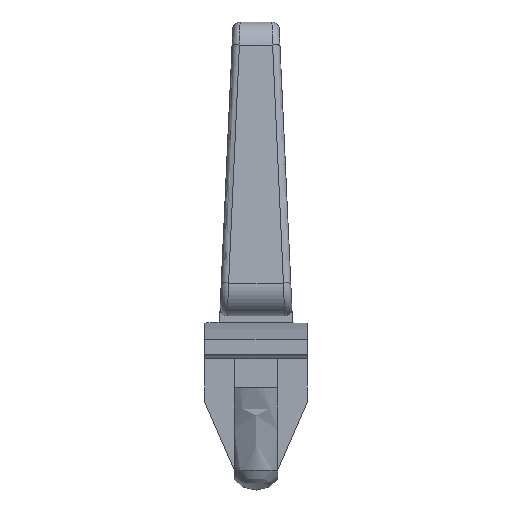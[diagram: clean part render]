
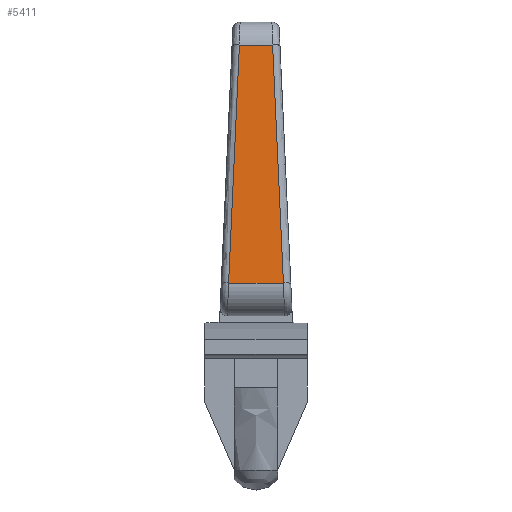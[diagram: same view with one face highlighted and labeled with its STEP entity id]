
A CAD part, left-side view. The second image highlights one B-rep face of the part: STEP entity #5411.
In plain terms, the highlighted free-form (B-spline) face has degree [1, 1] with [2, 2] control points.
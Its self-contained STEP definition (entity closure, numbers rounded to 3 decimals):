
#1946=CARTESIAN_POINT('',(-13.3,1.137,14.927));
#1947=VERTEX_POINT('',#1946);
#1948=CARTESIAN_POINT('',(-14.213,1.876,-1.347));
#1949=VERTEX_POINT('',#1948);
#1950=CARTESIAN_POINT('',(-13.3,1.137,14.927));
#1951=CARTESIAN_POINT('',(-14.213,1.876,-1.347));
#1952=QUASI_UNIFORM_CURVE('',1,(#1950,#1951),.UNSPECIFIED.,.F.,.U.);
#1953=EDGE_CURVE('',#1947,#1949,#1952,.T.);
#2321=CARTESIAN_POINT('',(-14.213,-1.876,-1.347));
#2322=VERTEX_POINT('',#2321);
#2323=CARTESIAN_POINT('',(-13.3,-1.137,14.927));
#2324=VERTEX_POINT('',#2323);
#2325=CARTESIAN_POINT('',(-14.213,-1.876,-1.347));
#2326=CARTESIAN_POINT('',(-13.3,-1.137,14.927));
#2327=QUASI_UNIFORM_CURVE('',1,(#2325,#2326),.UNSPECIFIED.,.F.,.U.);
#2328=EDGE_CURVE('',#2322,#2324,#2327,.T.);
#5388=CARTESIAN_POINT('',(-14.213,1.876,-1.347));
#5389=CARTESIAN_POINT('',(-14.213,-1.876,-1.347));
#5390=QUASI_UNIFORM_CURVE('',1,(#5388,#5389),.UNSPECIFIED.,.F.,.U.);
#5391=EDGE_CURVE('',#1949,#2322,#5390,.T.);
#5396=CARTESIAN_POINT('',(-14.259,-2.064,-2.16));
#5397=CARTESIAN_POINT('',(-13.255,-2.064,15.74));
#5398=CARTESIAN_POINT('',(-14.259,2.064,-2.16));
#5399=CARTESIAN_POINT('',(-13.255,2.064,15.74));
#5400=B_SPLINE_SURFACE_WITH_KNOTS('',1,1,((#5396,#5398),(#5397,#5399)),.UNSPECIFIED.,.F.,.F.,.U.,(2,2),(2,2),(0.0,17.929),(0.0,4.128),.UNSPECIFIED.);
#5401=CARTESIAN_POINT('',(-13.3,1.137,14.927));
#5402=CARTESIAN_POINT('',(-13.3,-1.137,14.927));
#5403=QUASI_UNIFORM_CURVE('',1,(#5401,#5402),.UNSPECIFIED.,.F.,.U.);
#5404=EDGE_CURVE('',#1947,#2324,#5403,.T.);
#5405=ORIENTED_EDGE('',*,*,#5404,.F.);
#5406=ORIENTED_EDGE('',*,*,#1953,.T.);
#5407=ORIENTED_EDGE('',*,*,#5391,.T.);
#5408=ORIENTED_EDGE('',*,*,#2328,.T.);
#5409=EDGE_LOOP('',(#5405,#5406,#5407,#5408));
#5410=FACE_OUTER_BOUND('',#5409,.T.);
#5411=ADVANCED_FACE('',(#5410),#5400,.T.);
